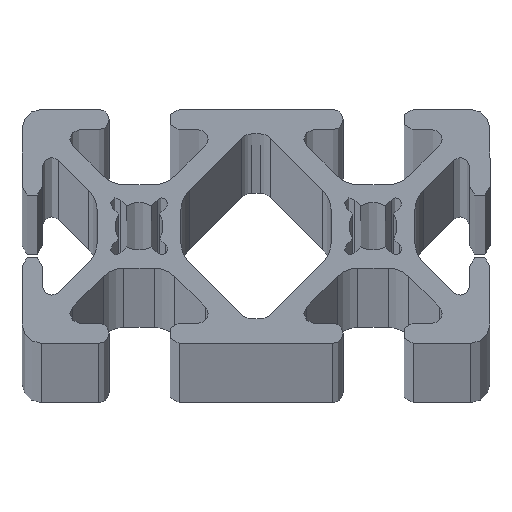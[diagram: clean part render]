
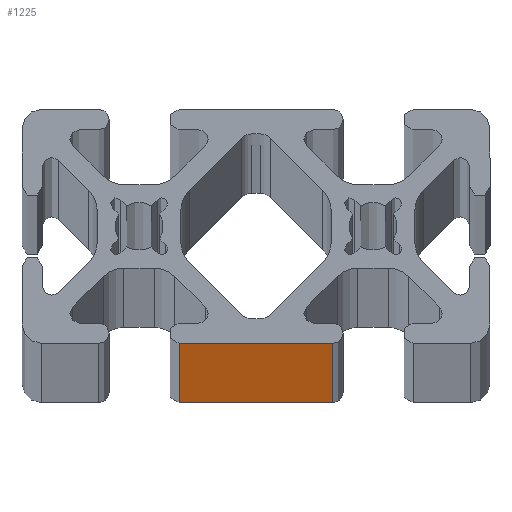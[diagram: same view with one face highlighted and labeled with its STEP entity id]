
A CAD part, top view. The second image highlights one B-rep face of the part: STEP entity #1225.
In plain terms, the highlighted planar face has unit normal (0, -1, 0).
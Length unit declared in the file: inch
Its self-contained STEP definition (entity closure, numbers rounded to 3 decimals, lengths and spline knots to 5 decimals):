
#61 = VERTEX_POINT ( 'NONE', #1941 ) ;
#104 = VECTOR ( 'NONE', #1998, 39.37008 ) ;
#463 = LINE ( 'NONE', #4151, #3076 ) ;
#619 = FACE_OUTER_BOUND ( 'NONE', #1482, .T. ) ;
#1039 = LINE ( 'NONE', #3868, #4899 ) ;
#1130 = DIRECTION ( 'NONE',  ( 1., 0., 0. ) ) ;
#1221 = DIRECTION ( 'NONE',  ( 0., 0., 1. ) ) ;
#1225 = ADVANCED_FACE ( 'NONE', ( #619 ), #3229, .T. ) ;
#1250 = VECTOR ( 'NONE', #4466, 39.37008 ) ;
#1482 = EDGE_LOOP ( 'NONE', ( #4001, #3136, #2486, #1913 ) ) ;
#1913 = ORIENTED_EDGE ( 'NONE', *, *, #3804, .T. ) ;
#1941 = CARTESIAN_POINT ( 'NONE',  ( 0.3285, -0.5, 0. ) ) ;
#1998 = DIRECTION ( 'NONE',  ( 1., 0., 0. ) ) ;
#2105 = VERTEX_POINT ( 'NONE', #3641 ) ;
#2479 = CARTESIAN_POINT ( 'NONE',  ( -0.3285, -0.5, -145. ) ) ;
#2486 = ORIENTED_EDGE ( 'NONE', *, *, #3382, .T. ) ;
#2768 = CARTESIAN_POINT ( 'NONE',  ( -0.3285, -0.5, -145. ) ) ;
#2814 = EDGE_CURVE ( 'NONE', #4417, #4656, #1039, .T. ) ;
#2861 = DIRECTION ( 'NONE',  ( 0., -1., 0. ) ) ;
#3076 = VECTOR ( 'NONE', #1130, 39.37008 ) ;
#3136 = ORIENTED_EDGE ( 'NONE', *, *, #2814, .F. ) ;
#3229 = PLANE ( 'NONE',  #4373 ) ;
#3233 = LINE ( 'NONE', #3472, #104 ) ;
#3363 = LINE ( 'NONE', #3715, #1250 ) ;
#3382 = EDGE_CURVE ( 'NONE', #4417, #2105, #463, .T. ) ;
#3472 = CARTESIAN_POINT ( 'NONE',  ( -0.3285, -0.5, 0. ) ) ;
#3641 = CARTESIAN_POINT ( 'NONE',  ( 0.3285, -0.5, -145. ) ) ;
#3715 = CARTESIAN_POINT ( 'NONE',  ( 0.3285, -0.5, -145. ) ) ;
#3804 = EDGE_CURVE ( 'NONE', #2105, #61, #3363, .T. ) ;
#3868 = CARTESIAN_POINT ( 'NONE',  ( -0.3285, -0.5, -145. ) ) ;
#3981 = DIRECTION ( 'NONE',  ( 1., 0., 0. ) ) ;
#4001 = ORIENTED_EDGE ( 'NONE', *, *, #4914, .F. ) ;
#4093 = CARTESIAN_POINT ( 'NONE',  ( -0.3285, -0.5, 0. ) ) ;
#4151 = CARTESIAN_POINT ( 'NONE',  ( -0.3285, -0.5, -145. ) ) ;
#4373 = AXIS2_PLACEMENT_3D ( 'NONE', #2479, #2861, #3981 ) ;
#4417 = VERTEX_POINT ( 'NONE', #2768 ) ;
#4466 = DIRECTION ( 'NONE',  ( 0., 0., 1. ) ) ;
#4656 = VERTEX_POINT ( 'NONE', #4093 ) ;
#4899 = VECTOR ( 'NONE', #1221, 39.37008 ) ;
#4914 = EDGE_CURVE ( 'NONE', #4656, #61, #3233, .T. ) ;
